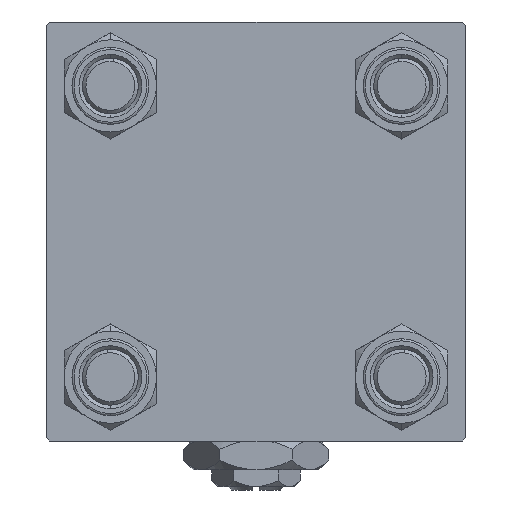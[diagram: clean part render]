
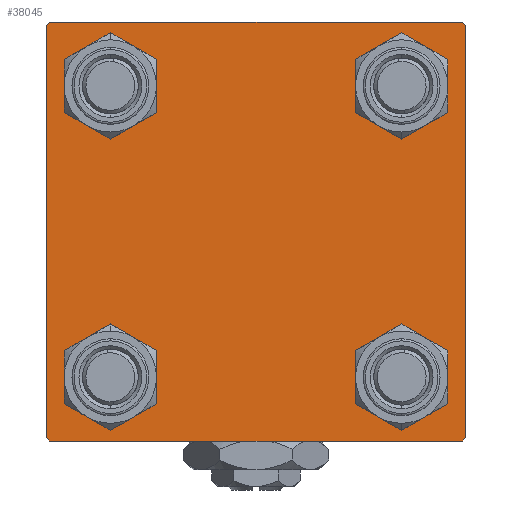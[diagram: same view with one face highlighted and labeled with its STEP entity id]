
A CAD part, left-side view. The second image highlights one B-rep face of the part: STEP entity #38045.
In plain terms, the highlighted planar face has unit normal (-1, 0, 0).
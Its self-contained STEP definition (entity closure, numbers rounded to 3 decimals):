
#328 = EDGE_LOOP ( 'NONE', ( #20659, #15499 ) ) ;
#1425 = CARTESIAN_POINT ( 'NONE',  ( 0., 20.85, 25.35 ) ) ;
#1521 = VERTEX_POINT ( 'NONE', #46664 ) ;
#1575 = VECTOR ( 'NONE', #38880, 1000. ) ;
#2326 = EDGE_CURVE ( 'NONE', #1521, #39300, #42465, .T. ) ;
#2517 = CARTESIAN_POINT ( 'NONE',  ( 0., -20.85, -20.85 ) ) ;
#3511 = CARTESIAN_POINT ( 'NONE',  ( 0., -30., 29.5 ) ) ;
#3644 = FACE_BOUND ( 'NONE', #32788, .T. ) ;
#3746 = EDGE_LOOP ( 'NONE', ( #6021, #15232, #20031, #14084, #25292, #4346, #16644, #28810 ) ) ;
#3987 = CARTESIAN_POINT ( 'NONE',  ( 0., -29.75, -29.75 ) ) ;
#4229 = CARTESIAN_POINT ( 'NONE',  ( 0., -20.85, 16.35 ) ) ;
#4346 = ORIENTED_EDGE ( 'NONE', *, *, #28008, .T. ) ;
#4424 = FACE_BOUND ( 'NONE', #49597, .T. ) ;
#4453 = CARTESIAN_POINT ( 'NONE',  ( 0., -20.85, 25.35 ) ) ;
#4685 = PLANE ( 'NONE',  #51164 ) ;
#4805 = DIRECTION ( 'NONE',  ( 0., 0., 1. ) ) ;
#5198 = VERTEX_POINT ( 'NONE', #4453 ) ;
#6021 = ORIENTED_EDGE ( 'NONE', *, *, #30292, .T. ) ;
#6103 = CARTESIAN_POINT ( 'NONE',  ( 0., 20.85, -20.85 ) ) ;
#6506 = DIRECTION ( 'NONE',  ( 0., 0.707, -0.707 ) ) ;
#6642 = CARTESIAN_POINT ( 'NONE',  ( 0., 20.85, 16.35 ) ) ;
#6849 = VECTOR ( 'NONE', #6506, 1000. ) ;
#6972 = DIRECTION ( 'NONE',  ( 0., 0., 1. ) ) ;
#6996 = CARTESIAN_POINT ( 'NONE',  ( 0., -20.85, -25.35 ) ) ;
#7016 = CARTESIAN_POINT ( 'NONE',  ( 0., 29.75, 29.75 ) ) ;
#7035 = AXIS2_PLACEMENT_3D ( 'NONE', #34787, #23494, #6972 ) ;
#7137 = AXIS2_PLACEMENT_3D ( 'NONE', #27885, #11606, #39679 ) ;
#7510 = VERTEX_POINT ( 'NONE', #6996 ) ;
#8330 = AXIS2_PLACEMENT_3D ( 'NONE', #2517, #18526, #50562 ) ;
#9113 = VERTEX_POINT ( 'NONE', #16926 ) ;
#9219 = DIRECTION ( 'NONE',  ( 0., 0., 1. ) ) ;
#9514 = EDGE_CURVE ( 'NONE', #15512, #49978, #27306, .T. ) ;
#9699 = LINE ( 'NONE', #26479, #41156 ) ;
#10740 = AXIS2_PLACEMENT_3D ( 'NONE', #6103, #21347, #17663 ) ;
#11606 = DIRECTION ( 'NONE',  ( 1., 0., 0. ) ) ;
#13792 = DIRECTION ( 'NONE',  ( 1., 0., 0. ) ) ;
#13882 = EDGE_CURVE ( 'NONE', #5198, #26729, #14676, .T. ) ;
#14084 = ORIENTED_EDGE ( 'NONE', *, *, #33476, .T. ) ;
#14558 = CARTESIAN_POINT ( 'NONE',  ( 0., 29.75, -29.75 ) ) ;
#14676 = CIRCLE ( 'NONE', #7137, 4.5 ) ;
#15232 = ORIENTED_EDGE ( 'NONE', *, *, #41361, .T. ) ;
#15499 = ORIENTED_EDGE ( 'NONE', *, *, #16480, .T. ) ;
#15512 = VERTEX_POINT ( 'NONE', #3511 ) ;
#16019 = DIRECTION ( 'NONE',  ( 0., 0., -1. ) ) ;
#16480 = EDGE_CURVE ( 'NONE', #26600, #32092, #17993, .T. ) ;
#16516 = LINE ( 'NONE', #48534, #44254 ) ;
#16644 = ORIENTED_EDGE ( 'NONE', *, *, #19923, .F. ) ;
#16926 = CARTESIAN_POINT ( 'NONE',  ( 0., -29.5, -30. ) ) ;
#17059 = ORIENTED_EDGE ( 'NONE', *, *, #43738, .T. ) ;
#17246 = VECTOR ( 'NONE', #31743, 1000. ) ;
#17598 = AXIS2_PLACEMENT_3D ( 'NONE', #33915, #26040, #4805 ) ;
#17663 = DIRECTION ( 'NONE',  ( 0., 0., 1. ) ) ;
#17993 = CIRCLE ( 'NONE', #24698, 4.5 ) ;
#18334 = DIRECTION ( 'NONE',  ( 0., 0., 1. ) ) ;
#18395 = VERTEX_POINT ( 'NONE', #44476 ) ;
#18437 = CARTESIAN_POINT ( 'NONE',  ( 0., 20.85, -25.35 ) ) ;
#18526 = DIRECTION ( 'NONE',  ( 1., 0., 0. ) ) ;
#18754 = LINE ( 'NONE', #14558, #37034 ) ;
#19127 = CIRCLE ( 'NONE', #10740, 4.5 ) ;
#19472 = CARTESIAN_POINT ( 'NONE',  ( 0., 30., 30. ) ) ;
#19591 = VERTEX_POINT ( 'NONE', #6642 ) ;
#19923 = EDGE_CURVE ( 'NONE', #1521, #46448, #48292, .T. ) ;
#20031 = ORIENTED_EDGE ( 'NONE', *, *, #35996, .T. ) ;
#20157 = EDGE_CURVE ( 'NONE', #26729, #5198, #27303, .T. ) ;
#20246 = AXIS2_PLACEMENT_3D ( 'NONE', #43474, #13792, #48712 ) ;
#20427 = FACE_OUTER_BOUND ( 'NONE', #3746, .T. ) ;
#20659 = ORIENTED_EDGE ( 'NONE', *, *, #29404, .T. ) ;
#21347 = DIRECTION ( 'NONE',  ( 1., 0., 0. ) ) ;
#23386 = CARTESIAN_POINT ( 'NONE',  ( 0., -20.85, -16.35 ) ) ;
#23494 = DIRECTION ( 'NONE',  ( 1., 0., 0. ) ) ;
#23557 = CARTESIAN_POINT ( 'NONE',  ( 0., -29.5, 30. ) ) ;
#24639 = DIRECTION ( 'NONE',  ( -1., 0., 0. ) ) ;
#24698 = AXIS2_PLACEMENT_3D ( 'NONE', #37533, #25225, #9219 ) ;
#25122 = CIRCLE ( 'NONE', #17598, 4.5 ) ;
#25225 = DIRECTION ( 'NONE',  ( 1., 0., 0. ) ) ;
#25292 = ORIENTED_EDGE ( 'NONE', *, *, #9514, .F. ) ;
#26040 = DIRECTION ( 'NONE',  ( 1., 0., 0. ) ) ;
#26471 = CARTESIAN_POINT ( 'NONE',  ( 0., -20.85, 20.85 ) ) ;
#26479 = CARTESIAN_POINT ( 'NONE',  ( 0., 30., -30. ) ) ;
#26600 = VERTEX_POINT ( 'NONE', #18437 ) ;
#26724 = DIRECTION ( 'NONE',  ( 1., 0., 0. ) ) ;
#26729 = VERTEX_POINT ( 'NONE', #4229 ) ;
#27303 = CIRCLE ( 'NONE', #44929, 4.5 ) ;
#27306 = LINE ( 'NONE', #43312, #39770 ) ;
#27579 = ORIENTED_EDGE ( 'NONE', *, *, #13882, .T. ) ;
#27784 = FACE_BOUND ( 'NONE', #40056, .T. ) ;
#27885 = CARTESIAN_POINT ( 'NONE',  ( 0., -20.85, 20.85 ) ) ;
#28008 = EDGE_CURVE ( 'NONE', #15512, #46448, #16516, .T. ) ;
#28077 = CARTESIAN_POINT ( 'NONE',  ( 0., 30., 30. ) ) ;
#28132 = DIRECTION ( 'NONE',  ( 0., -0.707, 0.707 ) ) ;
#28569 = CARTESIAN_POINT ( 'NONE',  ( 0., 0., 0. ) ) ;
#28585 = DIRECTION ( 'NONE',  ( 0., 0.707, 0.707 ) ) ;
#28810 = ORIENTED_EDGE ( 'NONE', *, *, #2326, .T. ) ;
#29404 = EDGE_CURVE ( 'NONE', #32092, #26600, #19127, .T. ) ;
#30292 = EDGE_CURVE ( 'NONE', #39300, #18395, #31537, .T. ) ;
#30315 = DIRECTION ( 'NONE',  ( 0., -0.707, -0.707 ) ) ;
#30674 = CARTESIAN_POINT ( 'NONE',  ( 0., -30., -29.5 ) ) ;
#31537 = LINE ( 'NONE', #19472, #1575 ) ;
#31743 = DIRECTION ( 'NONE',  ( 0., -1., 0. ) ) ;
#32092 = VERTEX_POINT ( 'NONE', #32774 ) ;
#32774 = CARTESIAN_POINT ( 'NONE',  ( 0., 20.85, -16.35 ) ) ;
#32788 = EDGE_LOOP ( 'NONE', ( #17059, #38084 ) ) ;
#33106 = LINE ( 'NONE', #3987, #50330 ) ;
#33476 = EDGE_CURVE ( 'NONE', #9113, #49978, #33106, .T. ) ;
#33915 = CARTESIAN_POINT ( 'NONE',  ( 0., -20.85, -20.85 ) ) ;
#34595 = DIRECTION ( 'NONE',  ( 0., -1., 0. ) ) ;
#34787 = CARTESIAN_POINT ( 'NONE',  ( 0., 20.85, 20.85 ) ) ;
#35647 = FACE_BOUND ( 'NONE', #328, .T. ) ;
#35996 = EDGE_CURVE ( 'NONE', #40260, #9113, #9699, .T. ) ;
#37034 = VECTOR ( 'NONE', #30315, 1000. ) ;
#37533 = CARTESIAN_POINT ( 'NONE',  ( 0., 20.85, -20.85 ) ) ;
#38045 = ADVANCED_FACE ( 'NONE', ( #27784, #4424, #35647, #3644, #20427 ), #4685, .T. ) ;
#38084 = ORIENTED_EDGE ( 'NONE', *, *, #41175, .T. ) ;
#38218 = CARTESIAN_POINT ( 'NONE',  ( 0., 30., 29.5 ) ) ;
#38777 = VERTEX_POINT ( 'NONE', #23386 ) ;
#38880 = DIRECTION ( 'NONE',  ( 0., 0., -1. ) ) ;
#39300 = VERTEX_POINT ( 'NONE', #38218 ) ;
#39679 = DIRECTION ( 'NONE',  ( 0., 0., 1. ) ) ;
#39770 = VECTOR ( 'NONE', #16019, 1000. ) ;
#40056 = EDGE_LOOP ( 'NONE', ( #27579, #44127 ) ) ;
#40260 = VERTEX_POINT ( 'NONE', #43465 ) ;
#40629 = DIRECTION ( 'NONE',  ( 0., 0., 1. ) ) ;
#41156 = VECTOR ( 'NONE', #34595, 1000. ) ;
#41175 = EDGE_CURVE ( 'NONE', #19591, #45736, #46269, .T. ) ;
#41361 = EDGE_CURVE ( 'NONE', #18395, #40260, #18754, .T. ) ;
#42465 = LINE ( 'NONE', #7016, #6849 ) ;
#43312 = CARTESIAN_POINT ( 'NONE',  ( 0., -30., 30. ) ) ;
#43465 = CARTESIAN_POINT ( 'NONE',  ( 0., 29.5, -30. ) ) ;
#43474 = CARTESIAN_POINT ( 'NONE',  ( 0., 20.85, 20.85 ) ) ;
#43738 = EDGE_CURVE ( 'NONE', #45736, #19591, #49820, .T. ) ;
#44127 = ORIENTED_EDGE ( 'NONE', *, *, #20157, .T. ) ;
#44254 = VECTOR ( 'NONE', #28585, 1000. ) ;
#44341 = CIRCLE ( 'NONE', #8330, 4.5 ) ;
#44476 = CARTESIAN_POINT ( 'NONE',  ( 0., 30., -29.5 ) ) ;
#44929 = AXIS2_PLACEMENT_3D ( 'NONE', #26471, #26724, #18334 ) ;
#45736 = VERTEX_POINT ( 'NONE', #1425 ) ;
#46269 = CIRCLE ( 'NONE', #20246, 4.5 ) ;
#46448 = VERTEX_POINT ( 'NONE', #23557 ) ;
#46664 = CARTESIAN_POINT ( 'NONE',  ( 0., 29.5, 30. ) ) ;
#46771 = EDGE_CURVE ( 'NONE', #38777, #7510, #44341, .T. ) ;
#47014 = ORIENTED_EDGE ( 'NONE', *, *, #47825, .T. ) ;
#47825 = EDGE_CURVE ( 'NONE', #7510, #38777, #25122, .T. ) ;
#48292 = LINE ( 'NONE', #28077, #17246 ) ;
#48534 = CARTESIAN_POINT ( 'NONE',  ( 0., -29.75, 29.75 ) ) ;
#48712 = DIRECTION ( 'NONE',  ( 0., 0., 1. ) ) ;
#49163 = ORIENTED_EDGE ( 'NONE', *, *, #46771, .T. ) ;
#49597 = EDGE_LOOP ( 'NONE', ( #49163, #47014 ) ) ;
#49820 = CIRCLE ( 'NONE', #7035, 4.5 ) ;
#49978 = VERTEX_POINT ( 'NONE', #30674 ) ;
#50330 = VECTOR ( 'NONE', #28132, 1000. ) ;
#50562 = DIRECTION ( 'NONE',  ( 0., 0., 1. ) ) ;
#51164 = AXIS2_PLACEMENT_3D ( 'NONE', #28569, #24639, #40629 ) ;
